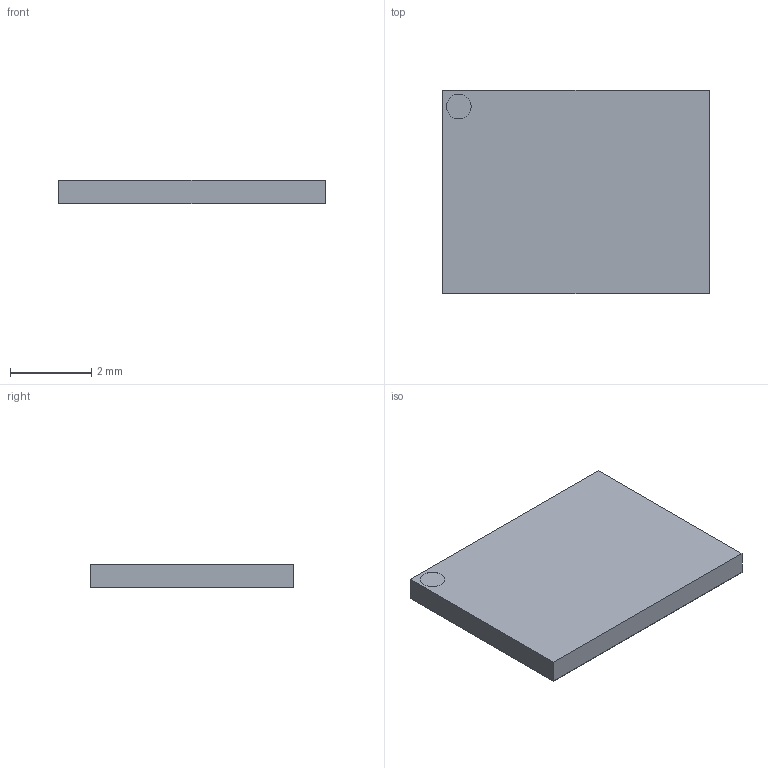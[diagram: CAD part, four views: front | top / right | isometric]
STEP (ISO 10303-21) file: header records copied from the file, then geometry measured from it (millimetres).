
FILE_DESCRIPTION(/* description */ (''),/* implementation_level */ '2;1');
FILE_NAME(/* name */ 'PG-ULGA-3-982_Z8B00256358_V02_3D.stp',/* time_stamp */ '2024-10-15T16:49:52+05:30',/* author */ ('sivamani'),/* organization */ (''),/* preprocessor_version */ 'ST-DEVELOPER v19.2',/* originating_system */ 'AutoCAD Mechanical',/* authorisation */ '');
FILE_SCHEMA (('AUTOMOTIVE_DESIGN { 1 0 10303 214 3 1 1 }'));
Length unit declared in the file: millimetre
Products named in the file (1): Product
Bounding box: 6.56 x 5.01 x 0.59 mm (x, y, z)
Volume: 19.1 mm3; surface area: 174.5 mm2
Topology: 6 solids, 6 shells, 36 faces, 69 edges, 46 vertices
Faces by surface type: plane 34, cylinder 2
Full cylindrical faces by diameter (mm): 0.61 x2
Entity records: 939 total; most frequent: CARTESIAN_POINT 152, DIRECTION 147, ORIENTED_EDGE 138, EDGE_CURVE 69, LINE 65, VECTOR 65, VERTEX_POINT 46, AXIS2_PLACEMENT_3D 41
